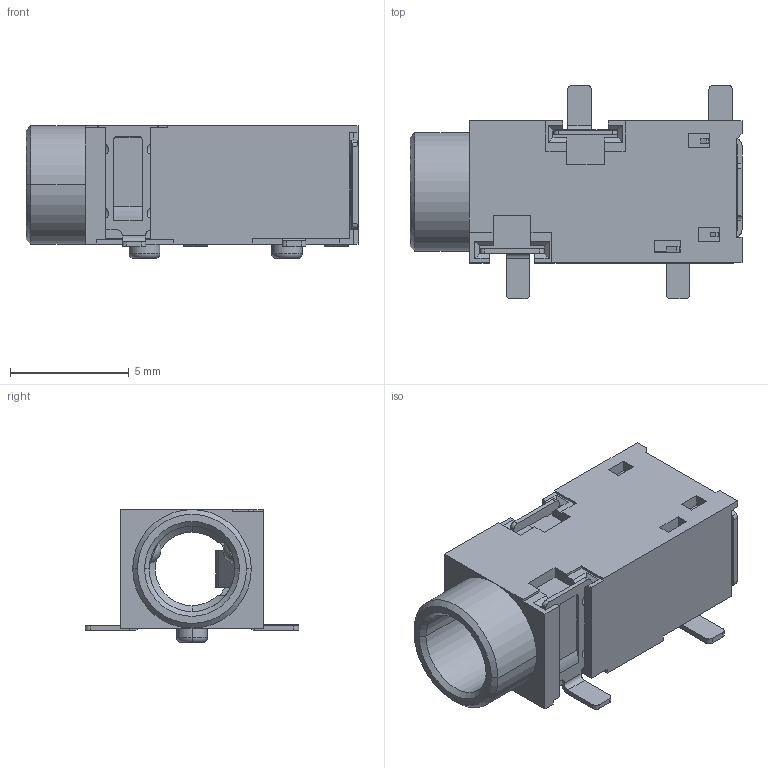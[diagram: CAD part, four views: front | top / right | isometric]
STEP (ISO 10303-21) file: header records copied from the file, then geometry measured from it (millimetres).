
FILE_DESCRIPTION(('FreeCAD Model'),'2;1');
FILE_NAME('CUI_SJ2-35813B-SMT-TR.step','2019-08-15T15:05:05',('kicad StepUp'),( 'ksu MCAD'),'Open CASCADE STEP processor 7.3','FreeCAD','Unknown');
FILE_SCHEMA(('AUTOMOTIVE_DESIGN { 1 0 10303 214 1 1 1 1 }'));
Length unit declared in the file: millimetre
Products named in the file (1): CUI_SJ2-35813B-SMT-TR
Bounding box: 14 x 9 x 5.6 mm (x, y, z)
Volume: 241.3 mm3; surface area: 639.2 mm2
Topology: 1 solids, 3 shells, 398 faces, 1161 edges, 768 vertices
Faces by surface type: plane 270, cylinder 94, sphere 12, bspline 11, cone 7, torus 4
Entity records: 16204 total; most frequent: CARTESIAN_POINT 2801, ORIENTED_EDGE 2314, DIRECTION 2096, EDGE_CURVE 1157, LINE 870, VECTOR 870, VERTEX_POINT 768, AXIS2_PLACEMENT_3D 613
